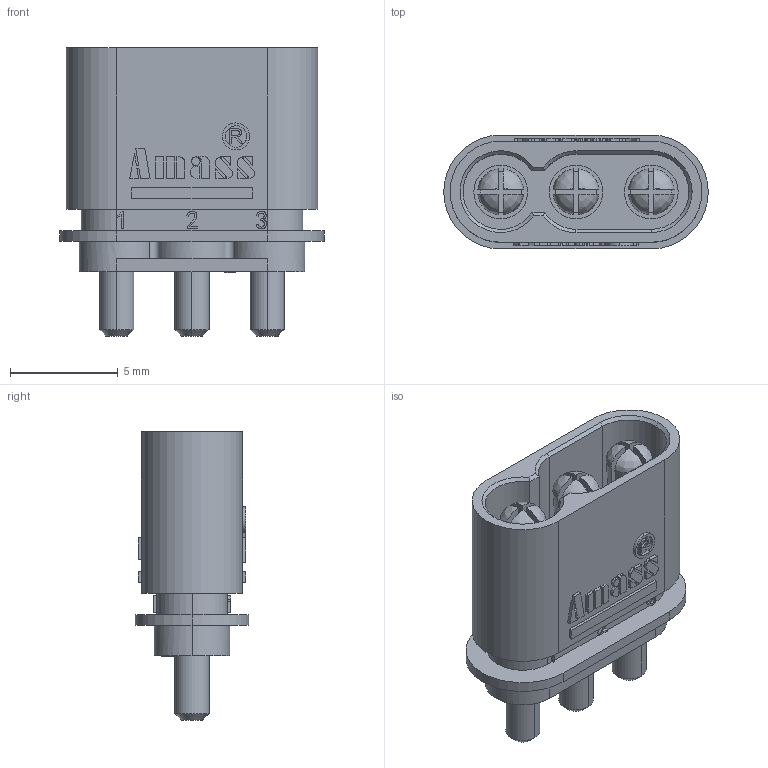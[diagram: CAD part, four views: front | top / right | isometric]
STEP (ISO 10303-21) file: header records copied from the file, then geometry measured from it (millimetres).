
FILE_DESCRIPTION (( 'STEP AP214' ), '1' );
FILE_NAME ('MR30PB-M.stp', '2023-08-11T02:02:54', ( '' ), ( '' ), 'SwSTEP 2.0', 'SolidWorks 2020', '' );
FILE_SCHEMA (( 'AUTOMOTIVE_DESIGN' ));
Length unit declared in the file: millimetre
Products named in the file (1): MR30PB-M
Bounding box: 12.3 x 5.3 x 13.4 mm (x, y, z)
Volume: 327.4 mm3; surface area: 896.4 mm2
Topology: 1 solids, 1 shells, 611 faces, 1645 edges, 1091 vertices
Faces by surface type: plane 463, bspline 83, cylinder 42, cone 23
Entity records: 24793 total; most frequent: CARTESIAN_POINT 9025, ORIENTED_EDGE 3290, DIRECTION 2646, EDGE_CURVE 1645, VECTOR 1314, LINE 1314, VERTEX_POINT 1091, AXIS2_PLACEMENT_3D 666
